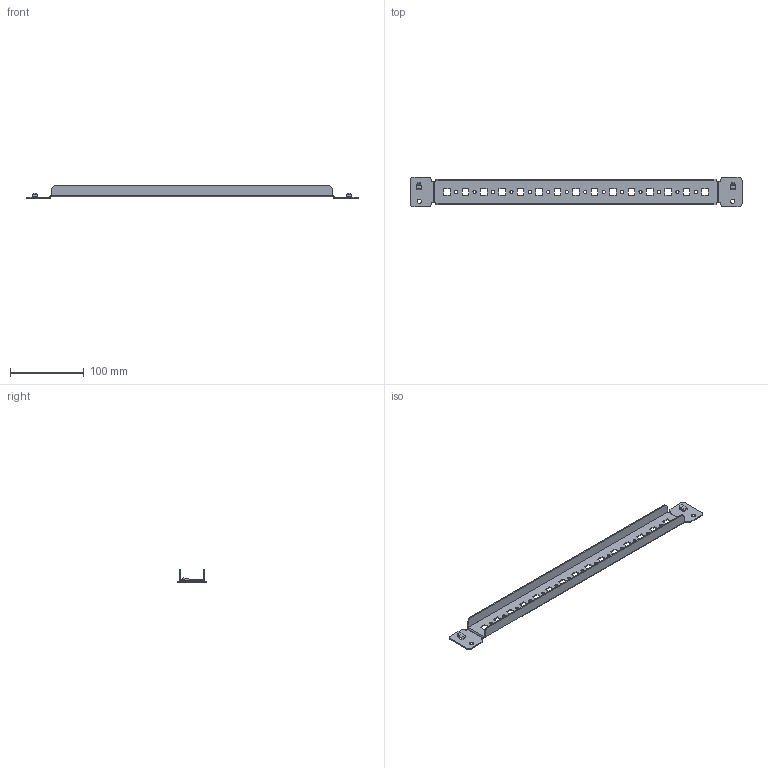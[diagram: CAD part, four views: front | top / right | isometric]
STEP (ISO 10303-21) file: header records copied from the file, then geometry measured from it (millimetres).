
FILE_DESCRIPTION (( 'STEP AP203' ), '1' );
FILE_NAME ('AC00C425.step', '2011-01-20T13:29:56', ( 'User' ), ( 'DKC' ), 'SwSTEP 2.0', 'SolidWorks 2010', '' );
FILE_SCHEMA (( 'CONFIG_CONTROL_DESIGN' ));
Length unit declared in the file: millimetre
Products named in the file (1): AC00C425
Bounding box: 450.02 x 40 x 17 mm (x, y, z)
Volume: 36364.1 mm3; surface area: 51356.2 mm2
Topology: 1 solids, 1 shells, 258 faces, 676 edges, 420 vertices
Faces by surface type: plane 170, cylinder 88
Entity records: 8033 total; most frequent: DIRECTION 1374, CARTESIAN_POINT 1355, ORIENTED_EDGE 1352, EDGE_CURVE 676, LINE 496, VECTOR 496, AXIS2_PLACEMENT_3D 439, VERTEX_POINT 420
